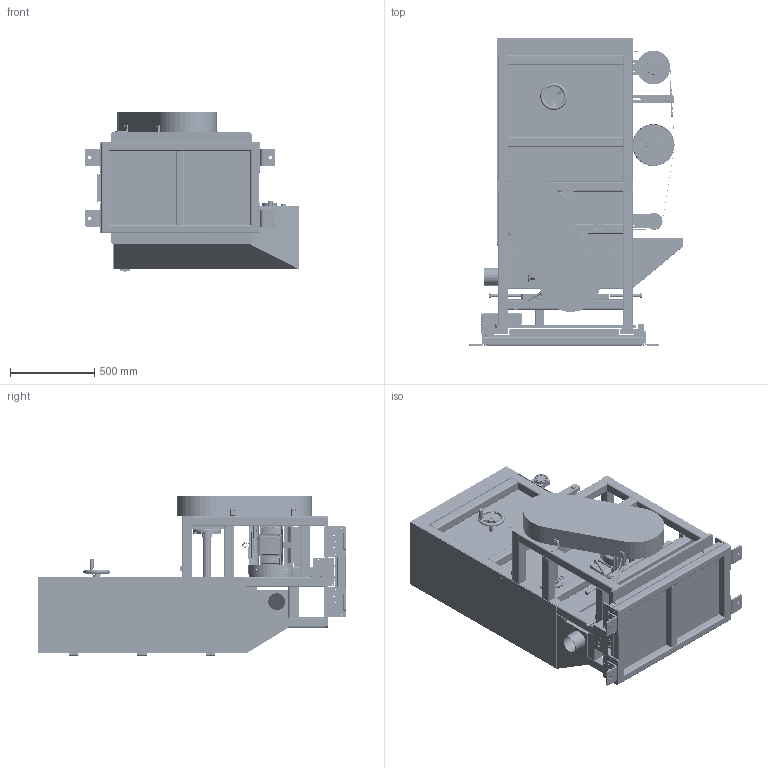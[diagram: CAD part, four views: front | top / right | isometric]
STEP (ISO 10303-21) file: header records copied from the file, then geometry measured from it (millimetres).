
FILE_DESCRIPTION (( 'STEP AP203' ), '1' );
FILE_NAME ('粗研磨砂帶機(ESB7K-H)-型錄.STEP', '2025-02-25T01:25:33', ( '' ), ( '' ), 'SwSTEP 2.0', 'SolidWorks 2022', '' );
FILE_SCHEMA (( 'CONFIG_CONTROL_DESIGN' ));
Length unit declared in the file: millimetre
Products named in the file (1): 粗研磨砂帶機(ESB7K-H)-型錄
Bounding box: 1272.17 x 1823 x 948.48 mm (x, y, z)
Surface area: 19648953.3 mm2 (no closed solid volume)
Topology: 0 solids, 223 shells, 2246 faces, 10817 edges, 8696 vertices
Faces by surface type: cylinder 1151, plane 874, cone 116, bspline 103, torus 2
Entity records: 118071 total; most frequent: CARTESIAN_POINT 30776, DIRECTION 18411, ORIENTED_EDGE 14967, EDGE_CURVE 10816, VERTEX_POINT 8696, AXIS2_PLACEMENT_3D 6483, VECTOR 5445, LINE 5445
